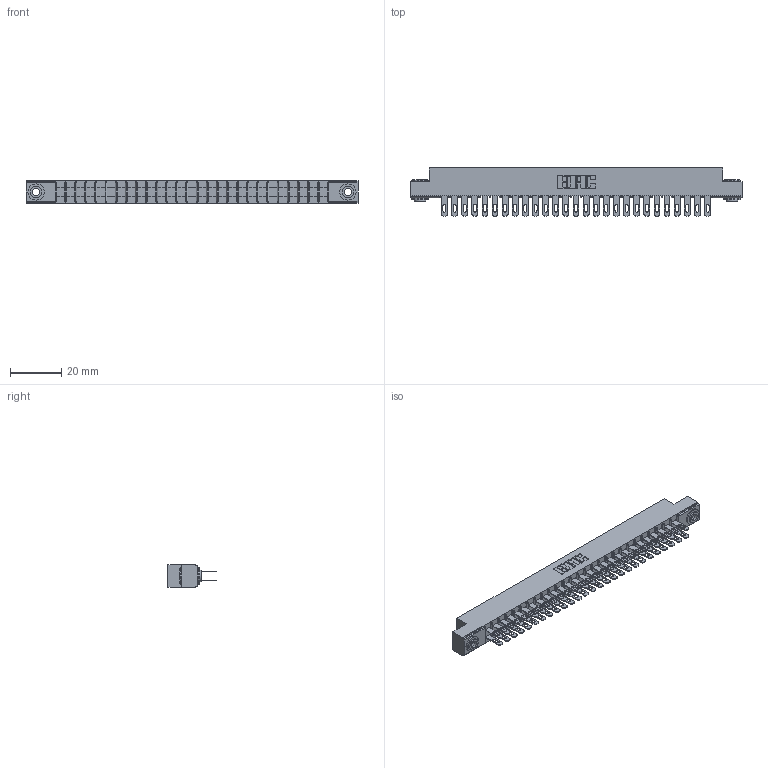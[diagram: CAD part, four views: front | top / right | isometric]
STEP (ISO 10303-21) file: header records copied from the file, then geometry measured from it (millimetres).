
FILE_DESCRIPTION (( 'STEP AP203' ), '1' );
FILE_NAME ('355-054-500-203.STEP', '2019-09-11T16:47:43', ( '' ), ( '' ), 'SwSTEP 2.0', 'SolidWorks 2016', '' );
FILE_SCHEMA (( 'CONFIG_CONTROL_DESIGN' ));
Length unit declared in the file: inch
Products named in the file (4): 305 Part_.156 Dia; 305-290-001_500; 355-054-500-203; 345-250-002_345-250-002-102
Assembly tree (57 placements, depth 2):
  355-054-500-203
    305 Part_.156 Dia
    305-290-001_500  x54
    345-250-002_345-250-002-102  x2
Bounding box: 130 x 18.85 x 8.71 mm (x, y, z)
Volume: 8309.4 mm3; surface area: 17195.3 mm2
Topology: 57 solids, 57 shells, 2868 faces, 8177 edges, 5302 vertices
Faces by surface type: plane 1604, cylinder 1148, sphere 108, cone 8
Entity records: 32147 total; most frequent: CARTESIAN_POINT 5300, ORIENTED_EDGE 5250, DIRECTION 5157, EDGE_CURVE 2625, VECTOR 2095, LINE 2095, VERTEX_POINT 1674, AXIS2_PLACEMENT_3D 1531
